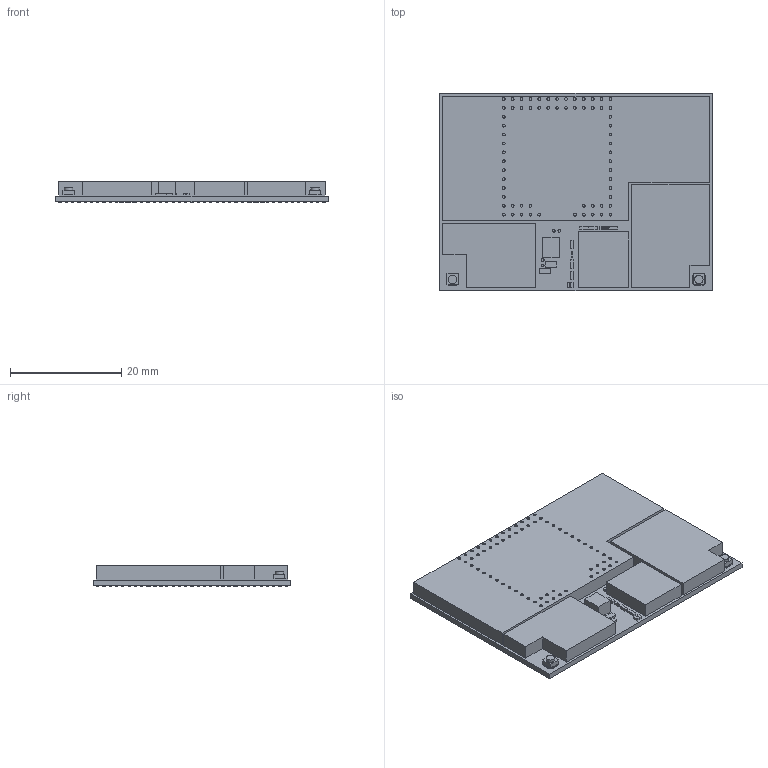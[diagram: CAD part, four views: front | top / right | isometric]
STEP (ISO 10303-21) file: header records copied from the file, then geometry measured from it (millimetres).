
FILE_DESCRIPTION( ( '' ), ' ' );
FILE_NAME( '585905c3426d93104bb7df12.step', '2016-12-20T10:19:47', ( '' ), ( '' ), ' ', ' ', ' ' );
FILE_SCHEMA( ( 'AUTOMOTIVE_DESIGN { 1 0 10303 214 1 1 1 1 }' ) );
Length unit declared in the file: metre
Products named in the file (1): Open CASCADE STEP translator 6.8 1
Bounding box: 49 x 35.44 x 3.64 mm (x, y, z)
Volume: 5534.4 mm3; surface area: 4536.6 mm2
Topology: 1 solids, 1 shells, 888 faces, 1587 edges, 1087 vertices
Faces by surface type: plane 526, cylinder 362
Full cylindrical faces by diameter (mm): 0.4 x292, 0.5 x68, 1.5 x2
Entity records: 32108 total; most frequent: DIRECTION 3640, CARTESIAN_POINT 3027, ORIENTED_EDGE 2276, STYLED_ITEM 2026, PRESENTATION_STYLE_ASSIGNMENT 2026, COLOUR_RGB 2026, EDGE_LOOP 1636, AXIS2_PLACEMENT_3D 1613
